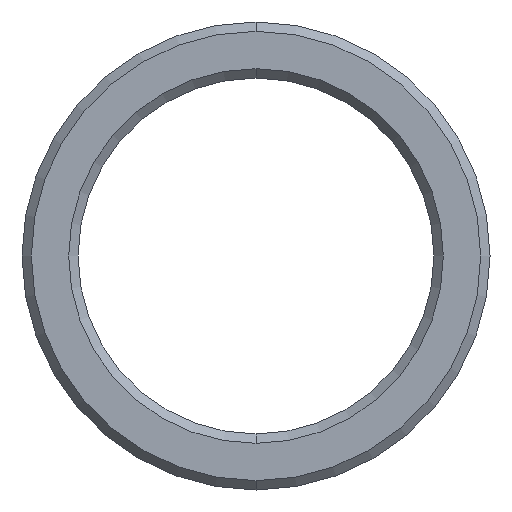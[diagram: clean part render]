
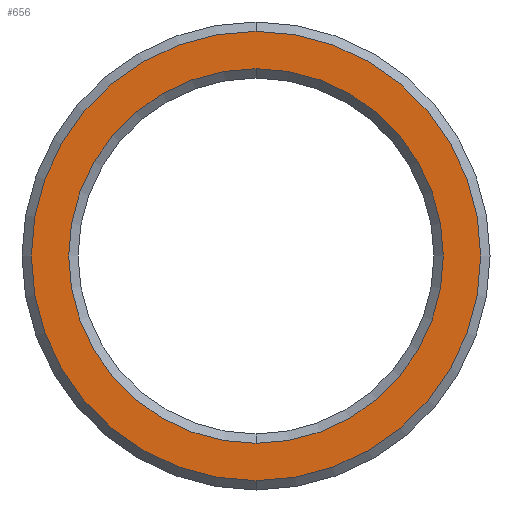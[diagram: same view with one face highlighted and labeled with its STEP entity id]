
A CAD part, front view. The second image highlights one B-rep face of the part: STEP entity #656.
In plain terms, the highlighted planar face has unit normal (0, -1, 0).
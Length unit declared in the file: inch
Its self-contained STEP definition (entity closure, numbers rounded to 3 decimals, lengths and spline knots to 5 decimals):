
#25 = DIRECTION ( 'NONE',  ( 0., 0., 1. ) ) ;
#49 = CIRCLE ( 'NONE', #657, 0.23985 ) ;
#93 = VERTEX_POINT ( 'NONE', #757 ) ;
#106 = CIRCLE ( 'NONE', #205, 0.2 ) ;
#108 = AXIS2_PLACEMENT_3D ( 'NONE', #350, #717, #766 ) ;
#112 = AXIS2_PLACEMENT_3D ( 'NONE', #713, #711, #160 ) ;
#155 = CIRCLE ( 'NONE', #112, 0.2 ) ;
#160 = DIRECTION ( 'NONE',  ( 0., 0., 1. ) ) ;
#205 = AXIS2_PLACEMENT_3D ( 'NONE', #425, #480, #373 ) ;
#256 = DIRECTION ( 'NONE',  ( 0., 0., 1. ) ) ;
#268 = ORIENTED_EDGE ( 'NONE', *, *, #409, .T. ) ;
#271 = EDGE_CURVE ( 'NONE', #93, #410, #155, .T. ) ;
#273 = CIRCLE ( 'NONE', #108, 0.23985 ) ;
#333 = EDGE_CURVE ( 'NONE', #372, #573, #273, .T. ) ;
#335 = FACE_BOUND ( 'NONE', #555, .T. ) ;
#343 = CARTESIAN_POINT ( 'NONE',  ( 0., 0., 0.23985 ) ) ;
#350 = CARTESIAN_POINT ( 'NONE',  ( 0., 0., 0. ) ) ;
#372 = VERTEX_POINT ( 'NONE', #343 ) ;
#373 = DIRECTION ( 'NONE',  ( 0., 0., 1. ) ) ;
#375 = FACE_OUTER_BOUND ( 'NONE', #496, .T. ) ;
#378 = DIRECTION ( 'NONE',  ( 0., -1., 0. ) ) ;
#409 = EDGE_CURVE ( 'NONE', #573, #372, #49, .T. ) ;
#410 = VERTEX_POINT ( 'NONE', #646 ) ;
#423 = ORIENTED_EDGE ( 'NONE', *, *, #333, .T. ) ;
#425 = CARTESIAN_POINT ( 'NONE',  ( 0., 0., 0. ) ) ;
#438 = DIRECTION ( 'NONE',  ( 0., 1., 0. ) ) ;
#480 = DIRECTION ( 'NONE',  ( 0., 1., 0. ) ) ;
#482 = CARTESIAN_POINT ( 'NONE',  ( 0., 0., -0.23985 ) ) ;
#496 = EDGE_LOOP ( 'NONE', ( #423, #268 ) ) ;
#515 = EDGE_CURVE ( 'NONE', #410, #93, #106, .T. ) ;
#543 = ORIENTED_EDGE ( 'NONE', *, *, #515, .T. ) ;
#544 = AXIS2_PLACEMENT_3D ( 'NONE', #681, #438, #25 ) ;
#555 = EDGE_LOOP ( 'NONE', ( #543, #666 ) ) ;
#557 = CARTESIAN_POINT ( 'NONE',  ( 0., 0., 0. ) ) ;
#573 = VERTEX_POINT ( 'NONE', #482 ) ;
#646 = CARTESIAN_POINT ( 'NONE',  ( 0., 0., -0.2 ) ) ;
#656 = ADVANCED_FACE ( 'NONE', ( #335, #375 ), #679, .F. ) ;
#657 = AXIS2_PLACEMENT_3D ( 'NONE', #557, #378, #256 ) ;
#666 = ORIENTED_EDGE ( 'NONE', *, *, #271, .T. ) ;
#679 = PLANE ( 'NONE',  #544 ) ;
#681 = CARTESIAN_POINT ( 'NONE',  ( 0., 0., 0. ) ) ;
#711 = DIRECTION ( 'NONE',  ( 0., 1., 0. ) ) ;
#713 = CARTESIAN_POINT ( 'NONE',  ( 0., 0., 0. ) ) ;
#717 = DIRECTION ( 'NONE',  ( 0., -1., 0. ) ) ;
#757 = CARTESIAN_POINT ( 'NONE',  ( 0., 0., 0.2 ) ) ;
#766 = DIRECTION ( 'NONE',  ( 0., 0., 1. ) ) ;
